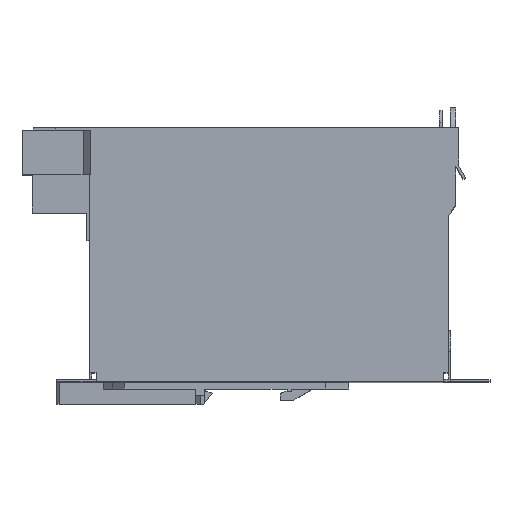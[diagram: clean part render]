
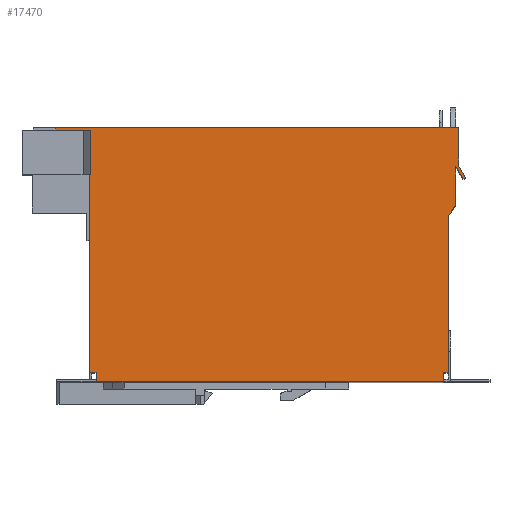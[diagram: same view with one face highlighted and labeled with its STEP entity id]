
A CAD part, top view. The second image highlights one B-rep face of the part: STEP entity #17470.
In plain terms, the highlighted face is planar.
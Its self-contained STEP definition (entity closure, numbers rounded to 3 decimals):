
#280=CARTESIAN_POINT('',(92.5,88.5,1.));
#290=VERTEX_POINT('',#280);
#320=CARTESIAN_POINT('',(92.5,0.,1.));
#330=DIRECTION('',(0.,-1.,0.));
#340=VECTOR('',#330,1.);
#350=LINE('',#320,#340);
#360=CARTESIAN_POINT('',(92.5,3.,1.));
#370=VERTEX_POINT('',#360);
#380=EDGE_CURVE('',#290,#370,#350,.T.);
#3550=CARTESIAN_POINT('',(92.5,107.5,0.414));
#3560=VERTEX_POINT('',#3550);
#3590=CARTESIAN_POINT('',(92.5,0.,0.414));
#3600=DIRECTION('',(0.,-1.,0.));
#3610=VECTOR('',#3600,1.);
#3620=LINE('',#3590,#3610);
#3630=CARTESIAN_POINT('',(92.5,88.5,0.414));
#3640=VERTEX_POINT('',#3630);
#3650=EDGE_CURVE('',#3560,#3640,#3620,.T.);
#7290=CARTESIAN_POINT('',(92.5,3.,0.));
#7300=DIRECTION('',(0.,0.,1.));
#7310=VECTOR('',#7300,1.);
#7320=LINE('',#7290,#7310);
#7330=CARTESIAN_POINT('',(92.5,3.,-2.));
#7340=VERTEX_POINT('',#7330);
#7350=EDGE_CURVE('',#7340,#370,#7320,.T.);
#8110=CARTESIAN_POINT('',(92.5,0.,-2.));
#8120=DIRECTION('',(0.,1.,0.));
#8130=VECTOR('',#8120,1.);
#8140=LINE('',#8110,#8130);
#8150=CARTESIAN_POINT('',(92.5,-1.,-2.));
#8160=VERTEX_POINT('',#8150);
#8170=EDGE_CURVE('',#8160,#7340,#8140,.T.);
#11070=CARTESIAN_POINT('',(92.5,88.5,0.));
#11080=DIRECTION('',(0.,0.,1.));
#11090=VECTOR('',#11080,1.);
#11100=LINE('',#11070,#11090);
#11110=EDGE_CURVE('',#3640,#290,#11100,.T.);
#15480=CARTESIAN_POINT('',(92.5,107.5,15.45));
#15490=VERTEX_POINT('',#15480);
#15520=CARTESIAN_POINT('',(92.5,107.5,25.25));
#15530=DIRECTION('',(0.,0.,-1.));
#15540=VECTOR('',#15530,1.);
#15550=LINE('',#15520,#15540);
#15560=EDGE_CURVE('',#15490,#3560,#15550,.T.);
#15810=CARTESIAN_POINT('',(92.5,108.75,15.45));
#15820=VERTEX_POINT('',#15810);
#15850=CARTESIAN_POINT('',(92.5,108.75,15.45));
#15860=DIRECTION('',(0.,1.,0.));
#15870=VECTOR('',#15860,1.);
#15880=LINE('',#15850,#15870);
#15890=EDGE_CURVE('',#15490,#15820,#15880,.T.);
#16200=CARTESIAN_POINT('',(92.5,91.75,-157.257));
#16210=VERTEX_POINT('',#16200);
#16240=CARTESIAN_POINT('',(92.5,91.75,-11.));
#16250=DIRECTION('',(0.,0.,1.));
#16260=VECTOR('',#16250,1.);
#16270=LINE('',#16240,#16260);
#16280=CARTESIAN_POINT('',(92.5,91.75,-157.3));
#16290=VERTEX_POINT('',#16280);
#16300=EDGE_CURVE('',#16290,#16210,#16270,.T.);
#16480=CARTESIAN_POINT('',(92.5,53.875,-66.05));
#16490=DIRECTION('',(1.,-0.,0.));
#16500=DIRECTION('',(0.,0.,-1.));
#16510=AXIS2_PLACEMENT_3D('',#16480,#16490,#16500);
#16520=PLANE('',#16510);
#16530=CARTESIAN_POINT('',(92.5,108.75,-158.55));
#16540=DIRECTION('',(0.,1.,0.));
#16550=VECTOR('',#16540,1.);
#16560=LINE('',#16530,#16550);
#16570=CARTESIAN_POINT('',(92.5,92.085,-158.55));
#16580=VERTEX_POINT('',#16570);
#16590=CARTESIAN_POINT('',(92.5,108.75,-158.55));
#16600=VERTEX_POINT('',#16590);
#16610=EDGE_CURVE('',#16580,#16600,#16560,.T.);
#16620=ORIENTED_EDGE('',*,*,#16610,.T.);
#16630=CARTESIAN_POINT('',(92.5,108.75,-148.928));
#16640=DIRECTION('',(0.,-0.866,-0.5));
#16650=VECTOR('',#16640,1.);
#16660=LINE('',#16630,#16650);
#16670=CARTESIAN_POINT('',(92.5,87.179,-161.383));
#16680=VERTEX_POINT('',#16670);
#16690=EDGE_CURVE('',#16580,#16680,#16660,.T.);
#16700=ORIENTED_EDGE('',*,*,#16690,.F.);
#16710=CARTESIAN_POINT('',(92.5,-14.223,14.25));
#16720=DIRECTION('',(0.,-0.5,0.866));
#16730=VECTOR('',#16720,1.);
#16740=LINE('',#16710,#16730);
#16750=CARTESIAN_POINT('',(92.5,86.554,-160.3));
#16760=VERTEX_POINT('',#16750);
#16770=EDGE_CURVE('',#16680,#16760,#16740,.T.);
#16780=ORIENTED_EDGE('',*,*,#16770,.F.);
#16790=CARTESIAN_POINT('',(92.5,108.75,-147.485));
#16800=DIRECTION('',(0.,-0.866,-0.5));
#16810=VECTOR('',#16800,1.);
#16820=LINE('',#16790,#16810);
#16830=EDGE_CURVE('',#16290,#16760,#16820,.T.);
#16840=ORIENTED_EDGE('',*,*,#16830,.T.);
#16850=ORIENTED_EDGE('',*,*,#16300,.F.);
#16860=CARTESIAN_POINT('',(92.5,0.,-157.257));
#16870=DIRECTION('',(0.,-1.,0.));
#16880=VECTOR('',#16870,1.);
#16890=LINE('',#16860,#16880);
#16900=CARTESIAN_POINT('',(92.5,75.461,-157.257));
#16910=VERTEX_POINT('',#16900);
#16920=EDGE_CURVE('',#16210,#16910,#16890,.T.);
#16930=ORIENTED_EDGE('',*,*,#16920,.F.);
#16940=CARTESIAN_POINT('',(92.5,0.,-108.252));
#16950=DIRECTION('',(0.,-0.839,0.545));
#16960=VECTOR('',#16950,1.);
#16970=LINE('',#16940,#16960);
#16980=CARTESIAN_POINT('',(92.5,70.446,-154.));
#16990=VERTEX_POINT('',#16980);
#17000=EDGE_CURVE('',#16910,#16990,#16970,.T.);
#17010=ORIENTED_EDGE('',*,*,#17000,.F.);
#17020=CARTESIAN_POINT('',(92.5,0.,-154.));
#17030=DIRECTION('',(0.,-1.,0.));
#17040=VECTOR('',#17030,1.);
#17050=LINE('',#17020,#17040);
#17060=CARTESIAN_POINT('',(92.5,3.,-154.));
#17070=VERTEX_POINT('',#17060);
#17080=EDGE_CURVE('',#16990,#17070,#17050,.T.);
#17090=ORIENTED_EDGE('',*,*,#17080,.F.);
#17100=CARTESIAN_POINT('',(92.5,3.,-11.));
#17110=DIRECTION('',(0.,0.,1.));
#17120=VECTOR('',#17110,1.);
#17130=LINE('',#17100,#17120);
#17140=CARTESIAN_POINT('',(92.5,3.,-152.));
#17150=VERTEX_POINT('',#17140);
#17160=EDGE_CURVE('',#17070,#17150,#17130,.T.);
#17170=ORIENTED_EDGE('',*,*,#17160,.F.);
#17180=CARTESIAN_POINT('',(92.5,0.,-152.));
#17190=DIRECTION('',(0.,-1.,0.));
#17200=VECTOR('',#17190,1.);
#17210=LINE('',#17180,#17200);
#17220=CARTESIAN_POINT('',(92.5,-1.,-152.));
#17230=VERTEX_POINT('',#17220);
#17240=EDGE_CURVE('',#17150,#17230,#17210,.T.);
#17250=ORIENTED_EDGE('',*,*,#17240,.F.);
#17260=CARTESIAN_POINT('',(92.5,-1.,-11.));
#17270=DIRECTION('',(0.,0.,1.));
#17280=VECTOR('',#17270,1.);
#17290=LINE('',#17260,#17280);
#17300=EDGE_CURVE('',#17230,#8160,#17290,.T.);
#17310=ORIENTED_EDGE('',*,*,#17300,.F.);
#17320=ORIENTED_EDGE('',*,*,#8170,.F.);
#17330=ORIENTED_EDGE('',*,*,#7350,.F.);
#17340=ORIENTED_EDGE('',*,*,#380,.T.);
#17350=ORIENTED_EDGE('',*,*,#11110,.T.);
#17360=ORIENTED_EDGE('',*,*,#3650,.T.);
#17370=ORIENTED_EDGE('',*,*,#15560,.T.);
#17380=ORIENTED_EDGE('',*,*,#15890,.F.);
#17390=CARTESIAN_POINT('',(92.5,108.75,0.));
#17400=DIRECTION('',(0.,0.,-1.));
#17410=VECTOR('',#17400,1.);
#17420=LINE('',#17390,#17410);
#17430=EDGE_CURVE('',#15820,#16600,#17420,.T.);
#17440=ORIENTED_EDGE('',*,*,#17430,.F.);
#17450=EDGE_LOOP('',(#17440,#17380,#17370,#17360,#17350,#17340,#17330,
#17320,#17310,#17250,#17170,#17090,#17010,#16930,#16850,#16840,#16780,
#16700,#16620));
#17460=FACE_OUTER_BOUND('',#17450,.T.);
#17470=ADVANCED_FACE('',(#17460),#16520,.T.);
